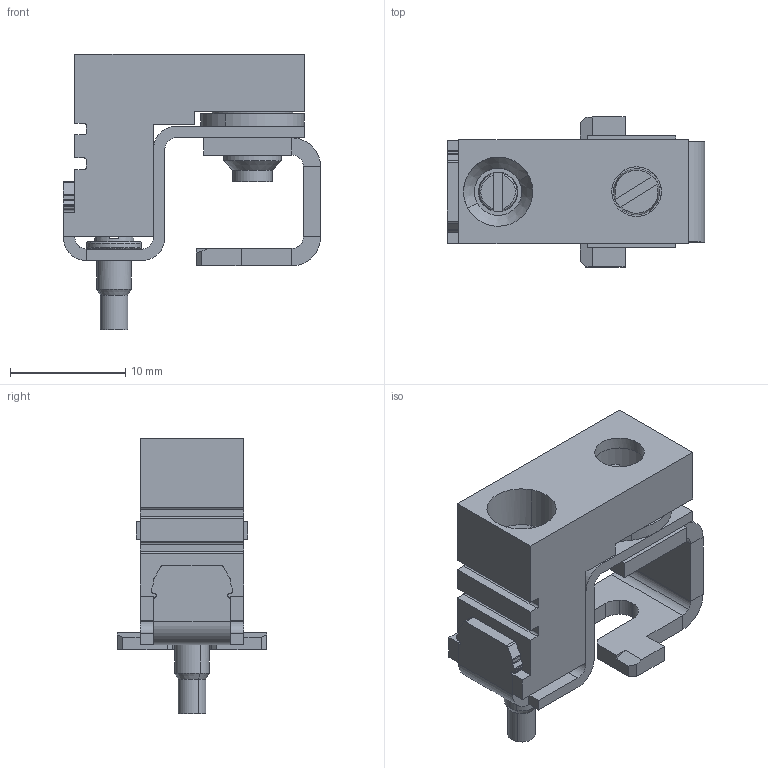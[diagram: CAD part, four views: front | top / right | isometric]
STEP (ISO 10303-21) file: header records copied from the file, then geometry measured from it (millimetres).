
FILE_DESCRIPTION(('CATIA V5 STEP Exchange','CAx-IF Rec.Pracs.--- Model Styling and Organization---1.4--- 2014-01-23'),'2;1');
FILE_NAME ('005512-2_1', '2021-12-06T13:36:23+00:00', ('none'), ('Weidmueller'), 'CATIA Version 5-6 Release 2016 SP3 HF44', 'CATIA V5 STEP AP214', 'none');
FILE_SCHEMA(('AUTOMOTIVE_DESIGN { 1 0 10303 214 1 1 1 1 }'));
Length unit declared in the file: millimetre
Products named in the file (1): WQV 16N-PEN_AllCATPart
Bounding box: 22.3 x 13 x 23.9 mm (x, y, z)
Volume: 1850.7 mm3; surface area: 3163.4 mm2
Topology: 6 solids, 6 shells, 250 faces, 661 edges, 430 vertices
Faces by surface type: plane 150, cylinder 76, cone 12, torus 12
Entity records: 8138 total; most frequent: CARTESIAN_POINT 2157, ORIENTED_EDGE 1322, DIRECTION 1008, EDGE_CURVE 661, VERTEX_POINT 430, AXIS2_PLACEMENT_3D 414, VECTOR 360, LINE 360
